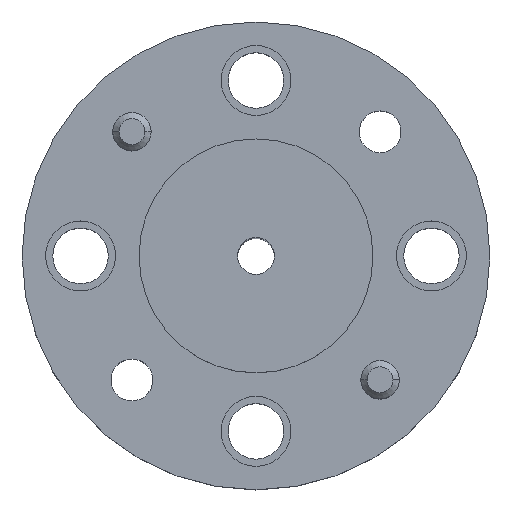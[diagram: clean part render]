
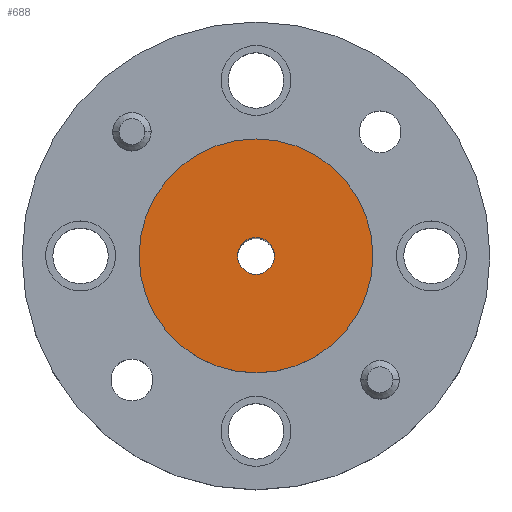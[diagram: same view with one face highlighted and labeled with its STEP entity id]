
A CAD part, top view. The second image highlights one B-rep face of the part: STEP entity #688.
In plain terms, the highlighted planar face has unit normal (0, 0, 1).
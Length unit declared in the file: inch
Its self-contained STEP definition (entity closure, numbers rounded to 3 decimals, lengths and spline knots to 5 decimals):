
#23 = AXIS2_PLACEMENT_3D ( 'NONE', #1665, #182, #1795 ) ;
#53 = CARTESIAN_POINT ( 'NONE',  ( -0.0295, 0., 0.037 ) ) ;
#59 = EDGE_CURVE ( 'NONE', #668, #1509, #1147, .T. ) ;
#79 = CARTESIAN_POINT ( 'NONE',  ( 0.1875, 0., 0.037 ) ) ;
#97 = CARTESIAN_POINT ( 'NONE',  ( -0.1875, 0., 0.037 ) ) ;
#182 = DIRECTION ( 'NONE',  ( 0., 0., 1. ) ) ;
#271 = CARTESIAN_POINT ( 'NONE',  ( 0., 0., 0.037 ) ) ;
#306 = AXIS2_PLACEMENT_3D ( 'NONE', #1192, #1798, #352 ) ;
#352 = DIRECTION ( 'NONE',  ( 1., 0., 0. ) ) ;
#355 = VERTEX_POINT ( 'NONE', #1594 ) ;
#407 = DIRECTION ( 'NONE',  ( 1., 0., 0. ) ) ;
#431 = CARTESIAN_POINT ( 'NONE',  ( 0., 0., 0.037 ) ) ;
#506 = ORIENTED_EDGE ( 'NONE', *, *, #59, .T. ) ;
#551 = CARTESIAN_POINT ( 'NONE',  ( 0., 0., 0.037 ) ) ;
#655 = EDGE_LOOP ( 'NONE', ( #1383, #1549 ) ) ;
#668 = VERTEX_POINT ( 'NONE', #97 ) ;
#685 = DIRECTION ( 'NONE',  ( 1., 0., 0. ) ) ;
#688 = ADVANCED_FACE ( 'NONE', ( #1693, #1424 ), #1574, .T. ) ;
#763 = EDGE_LOOP ( 'NONE', ( #506, #1332 ) ) ;
#806 = EDGE_CURVE ( 'NONE', #355, #1351, #992, .T. ) ;
#907 = EDGE_CURVE ( 'NONE', #1509, #668, #1150, .T. ) ;
#981 = DIRECTION ( 'NONE',  ( 0., 0., 1. ) ) ;
#992 = CIRCLE ( 'NONE', #1785, 0.0295 ) ;
#1004 = DIRECTION ( 'NONE',  ( 0., 0., 1. ) ) ;
#1036 = DIRECTION ( 'NONE',  ( 1., 0., 0. ) ) ;
#1062 = CIRCLE ( 'NONE', #23, 0.0295 ) ;
#1147 = CIRCLE ( 'NONE', #1881, 0.1875 ) ;
#1150 = CIRCLE ( 'NONE', #306, 0.1875 ) ;
#1192 = CARTESIAN_POINT ( 'NONE',  ( 0., 0., 0.037 ) ) ;
#1311 = EDGE_CURVE ( 'NONE', #1351, #355, #1062, .T. ) ;
#1332 = ORIENTED_EDGE ( 'NONE', *, *, #907, .T. ) ;
#1351 = VERTEX_POINT ( 'NONE', #53 ) ;
#1383 = ORIENTED_EDGE ( 'NONE', *, *, #806, .F. ) ;
#1424 = FACE_OUTER_BOUND ( 'NONE', #763, .T. ) ;
#1509 = VERTEX_POINT ( 'NONE', #79 ) ;
#1549 = ORIENTED_EDGE ( 'NONE', *, *, #1311, .F. ) ;
#1574 = PLANE ( 'NONE',  #1852 ) ;
#1590 = DIRECTION ( 'NONE',  ( 0., 0., 1. ) ) ;
#1594 = CARTESIAN_POINT ( 'NONE',  ( 0.0295, 0., 0.037 ) ) ;
#1665 = CARTESIAN_POINT ( 'NONE',  ( 0., 0., 0.037 ) ) ;
#1693 = FACE_BOUND ( 'NONE', #655, .T. ) ;
#1785 = AXIS2_PLACEMENT_3D ( 'NONE', #431, #1590, #1036 ) ;
#1795 = DIRECTION ( 'NONE',  ( 1., 0., 0. ) ) ;
#1798 = DIRECTION ( 'NONE',  ( 0., 0., 1. ) ) ;
#1852 = AXIS2_PLACEMENT_3D ( 'NONE', #551, #981, #685 ) ;
#1881 = AXIS2_PLACEMENT_3D ( 'NONE', #271, #1004, #407 ) ;
